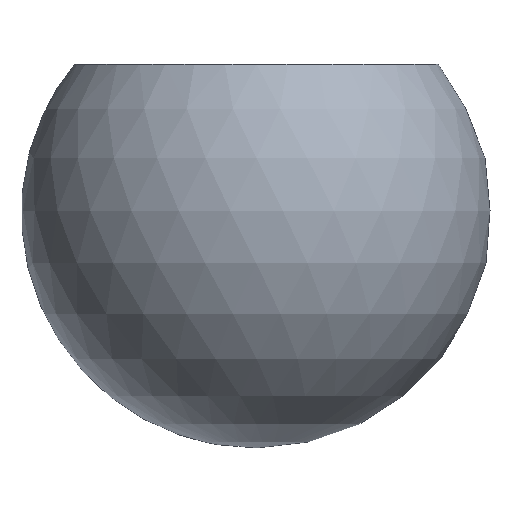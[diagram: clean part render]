
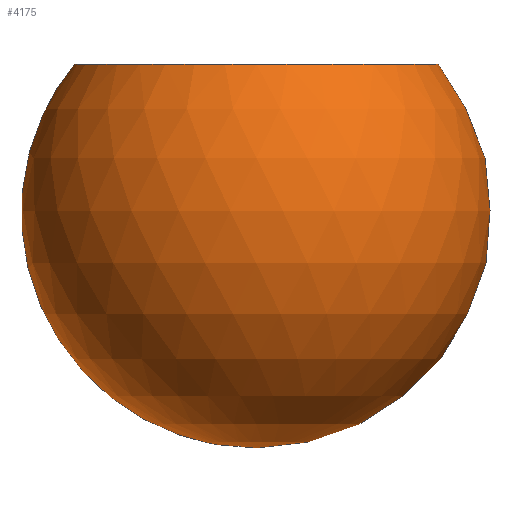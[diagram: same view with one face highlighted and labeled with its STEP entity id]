
A CAD part, front view. The second image highlights one B-rep face of the part: STEP entity #4175.
In plain terms, the highlighted spherical face has radius 30 mm.
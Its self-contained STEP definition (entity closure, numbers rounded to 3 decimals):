
#476 = CARTESIAN_POINT ( 'NONE',  ( -23.216, 0., 19. ) ) ;
#499 = CARTESIAN_POINT ( 'NONE',  ( 0., 0., 0. ) ) ;
#859 = AXIS2_PLACEMENT_3D ( 'NONE', #7038, #11131, #915 ) ;
#915 = DIRECTION ( 'NONE',  ( -1., 0., 0. ) ) ;
#3410 = DIRECTION ( 'NONE',  ( -1., 0., 0. ) ) ;
#4175 = ADVANCED_FACE ( 'NONE', ( #12741 ), #5358, .T. ) ;
#4274 = ORIENTED_EDGE ( 'NONE', *, *, #9644, .T. ) ;
#4893 = VERTEX_POINT ( 'NONE', #476 ) ;
#5358 = SPHERICAL_SURFACE ( 'NONE', #8731, 30. ) ;
#7038 = CARTESIAN_POINT ( 'NONE',  ( 0., 0., 19. ) ) ;
#7770 = EDGE_LOOP ( 'NONE', ( #4274 ) ) ;
#8685 = DIRECTION ( 'NONE',  ( 0., 0., 1. ) ) ;
#8731 = AXIS2_PLACEMENT_3D ( 'NONE', #499, #8685, #3410 ) ;
#9644 = EDGE_CURVE ( 'NONE', #4893, #4893, #9687, .T. ) ;
#9687 = CIRCLE ( 'NONE', #859, 23.216 ) ;
#11131 = DIRECTION ( 'NONE',  ( 0., 0., -1. ) ) ;
#12741 = FACE_BOUND ( 'NONE', #7770, .T. ) ;
